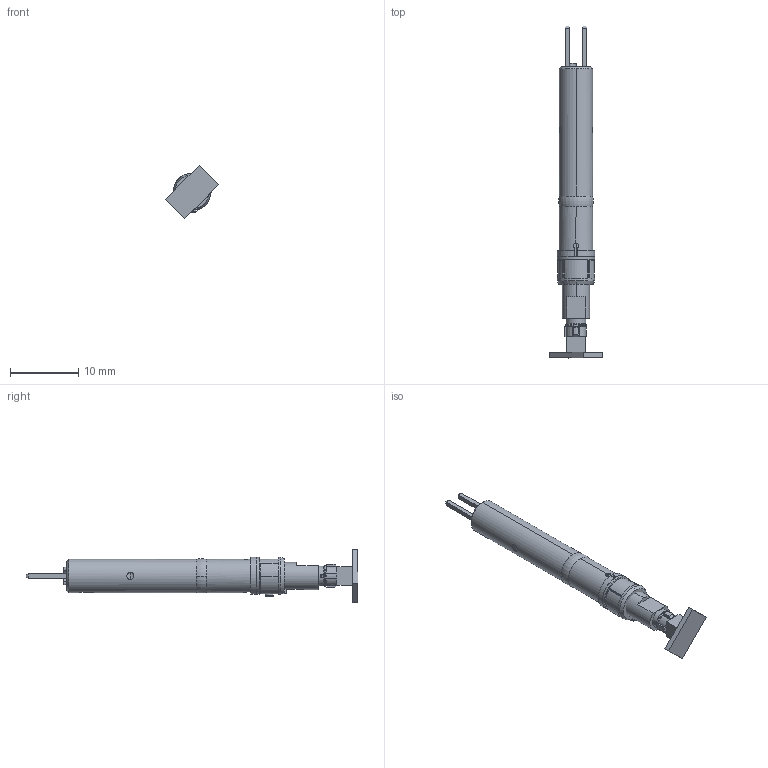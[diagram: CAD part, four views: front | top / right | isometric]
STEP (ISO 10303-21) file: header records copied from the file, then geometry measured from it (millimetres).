
FILE_DESCRIPTION (( 'STEP AP214' ), '1' );
FILE_NAME ('INGUN_114388.STEP', '2023-11-16T14:15:55', ( '' ), ( '' ), 'SwSTEP 2.0', 'SolidWorks 2021', '' );
FILE_SCHEMA (( 'AUTOMOTIVE_DESIGN' ));
Length unit declared in the file: millimetre
Products named in the file (6): 114373~0_KUNDE<S>; 114374~1_KUNDE<S>; 114385~0_KUNDE<S>; INGUN_114388; 108707~0_S; 108704~0_NanoVTEP 4x7
Assembly tree (5 placements, depth 3):
  INGUN_114388
    114385~0_KUNDE<S>
      114374~1_KUNDE<S>
      114373~0_KUNDE<S>
      108707~0_S
    108704~0_NanoVTEP 4x7
Bounding box: 7.78 x 48.7 x 7.78 mm (x, y, z)
Volume: 640.1 mm3; surface area: 1394.8 mm2
Topology: 4 solids, 13 shells, 354 faces, 936 edges, 618 vertices
Faces by surface type: plane 212, bspline 98, cylinder 34, torus 6, cone 4
Entity records: 16942 total; most frequent: CARTESIAN_POINT 8207, ORIENTED_EDGE 1842, DIRECTION 1228, EDGE_CURVE 922, VERTEX_POINT 618, VECTOR 502, LINE 502, EDGE_LOOP 381
